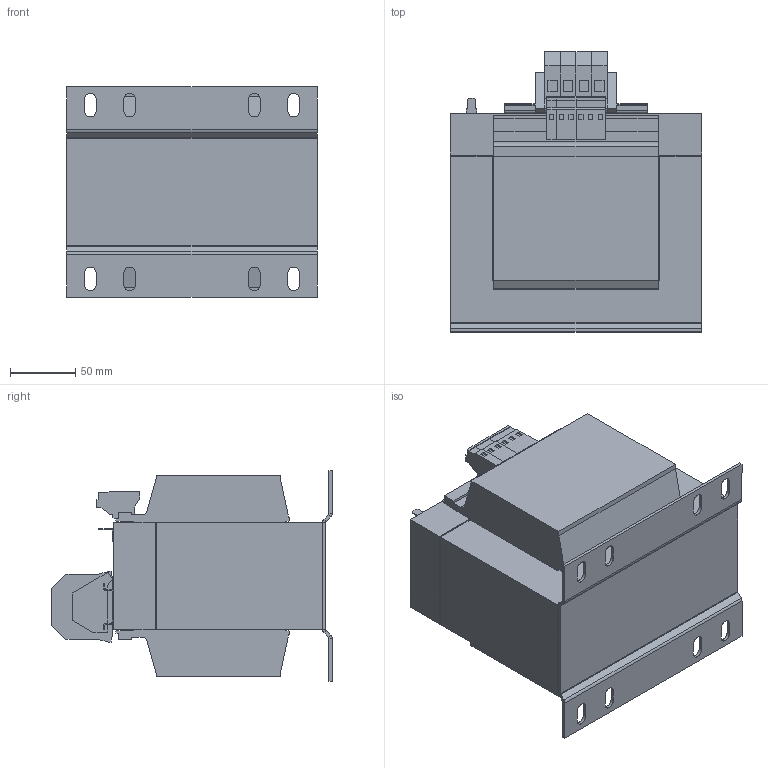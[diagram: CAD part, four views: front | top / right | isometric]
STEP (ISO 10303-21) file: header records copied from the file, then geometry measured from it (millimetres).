
FILE_DESCRIPTION (( 'STEP AP214' ), '1' );
FILE_NAME ('268548.STEP', '2020-07-24T08:33:17', ( '' ), ( '' ), 'SwSTEP 2.0', 'SolidWorks 2018', '' );
FILE_SCHEMA (( 'AUTOMOTIVE_DESIGN' ));
Length unit declared in the file: millimetre
Products named in the file (1): 268548
Bounding box: 192 x 214.4 x 161 mm (x, y, z)
Volume: 3693206 mm3; surface area: 264369.2 mm2
Topology: 1 solids, 1 shells, 447 faces, 1138 edges, 718 vertices
Faces by surface type: plane 379, cylinder 68
Entity records: 13282 total; most frequent: CARTESIAN_POINT 2340, ORIENTED_EDGE 2276, DIRECTION 2170, EDGE_CURVE 1138, VECTOR 994, LINE 994, VERTEX_POINT 718, AXIS2_PLACEMENT_3D 588
